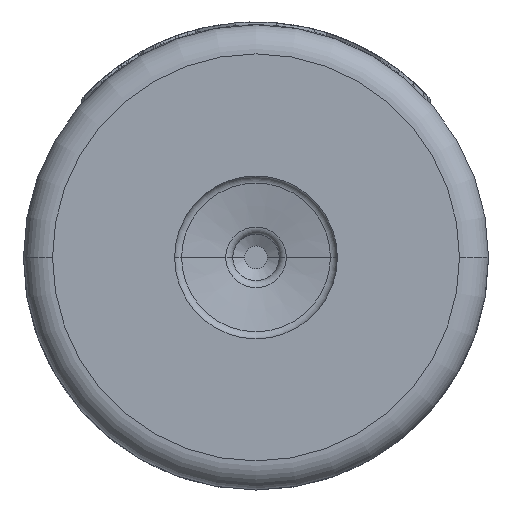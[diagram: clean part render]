
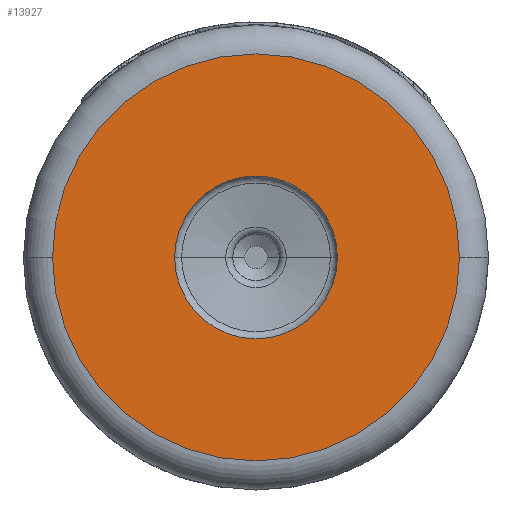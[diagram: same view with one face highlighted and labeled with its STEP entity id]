
A CAD part, front view. The second image highlights one B-rep face of the part: STEP entity #13927.
In plain terms, the highlighted planar face has unit normal (0, -1, 0).
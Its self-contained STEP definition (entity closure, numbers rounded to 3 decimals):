
#2008=CARTESIAN_POINT('',(0.,-4.,0.));
#2009=DIRECTION('',(0.,-1.,0.));
#2010=DIRECTION('',(-1.,0.,0.));
#2011=AXIS2_PLACEMENT_3D('',#2008,#2009,#2010);
#2023=CARTESIAN_POINT('',(0.,-4.,0.));
#2024=DIRECTION('',(0.,-1.,0.));
#2025=DIRECTION('',(-1.,0.,0.));
#2026=AXIS2_PLACEMENT_3D('',#2023,#2024,#2025);
#2028=CARTESIAN_POINT('',(0.,-4.,0.));
#2029=DIRECTION('',(0.,-1.,0.));
#2030=DIRECTION('',(1.,0.,0.));
#2031=AXIS2_PLACEMENT_3D('',#2028,#2029,#2030);
#2033=CARTESIAN_POINT('',(0.,-4.,0.));
#2034=DIRECTION('',(0.,-1.,0.));
#2035=DIRECTION('',(1.,0.,0.));
#2036=AXIS2_PLACEMENT_3D('',#2033,#2034,#2035);
#11819=CARTESIAN_POINT('',(-1.4,-4.,0.));
#11820=CARTESIAN_POINT('',(1.4,-4.,0.));
#11821=VERTEX_POINT('',#11819);
#11822=VERTEX_POINT('',#11820);
#11823=CARTESIAN_POINT('',(3.5,-4.,0.));
#11824=CARTESIAN_POINT('',(-3.5,-4.,0.));
#11825=VERTEX_POINT('',#11823);
#11826=VERTEX_POINT('',#11824);
#13911=CARTESIAN_POINT('',(0.,-4.,0.));
#13912=DIRECTION('',(0.,1.,0.));
#13913=DIRECTION('',(1.,0.,0.));
#13914=AXIS2_PLACEMENT_3D('',#13911,#13912,#13913);
#13915=PLANE('',#13914);
#13917=ORIENTED_EDGE('',*,*,#13916,.F.);
#13918=ORIENTED_EDGE('',*,*,#13901,.F.);
#13919=EDGE_LOOP('',(#13917,#13918));
#13920=FACE_OUTER_BOUND('',#13919,.F.);
#13922=ORIENTED_EDGE('',*,*,#13921,.T.);
#13924=ORIENTED_EDGE('',*,*,#13923,.T.);
#13925=EDGE_LOOP('',(#13922,#13924));
#13926=FACE_BOUND('',#13925,.F.);
#13927=ADVANCED_FACE('',(#13920,#13926),#13915,.F.);
#2012=CIRCLE('',#2011,3.5);
#2027=CIRCLE('',#2026,1.4);
#2032=CIRCLE('',#2031,1.4);
#2037=CIRCLE('',#2036,3.5);
#13901=EDGE_CURVE('',#11826,#11825,#2012,.T.);
#13916=EDGE_CURVE('',#11825,#11826,#2037,.T.);
#13921=EDGE_CURVE('',#11821,#11822,#2027,.T.);
#13923=EDGE_CURVE('',#11822,#11821,#2032,.T.);
